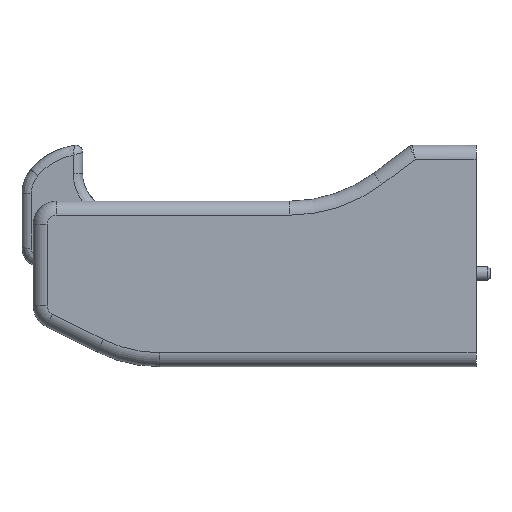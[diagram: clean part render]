
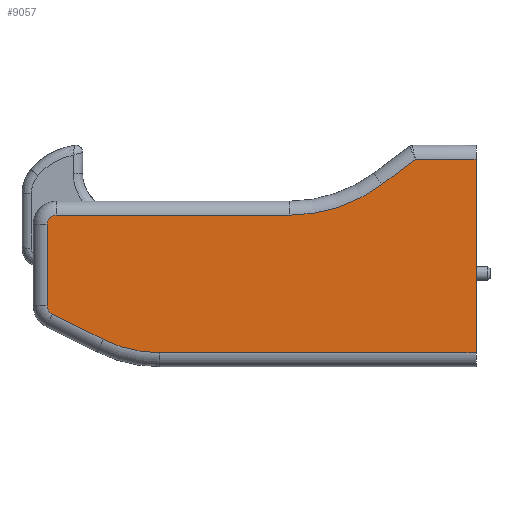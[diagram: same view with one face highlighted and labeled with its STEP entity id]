
A CAD part, left-side view. The second image highlights one B-rep face of the part: STEP entity #9057.
In plain terms, the highlighted planar face has unit normal (-1, 0, 0).
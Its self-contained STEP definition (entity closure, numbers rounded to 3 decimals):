
#121 = PLANE ( 'NONE',  #2010 ) ;
#133 = CARTESIAN_POINT ( 'NONE',  ( -27.5, 90.894, -36.199 ) ) ;
#134 = EDGE_CURVE ( 'NONE', #9757, #12092, #7670, .T. ) ;
#189 = VERTEX_POINT ( 'NONE', #133 ) ;
#558 = CARTESIAN_POINT ( 'NONE',  ( -27.5, 67.918, -44.5 ) ) ;
#638 = CARTESIAN_POINT ( 'NONE',  ( -27.5, 13., -3. ) ) ;
#696 = ORIENTED_EDGE ( 'NONE', *, *, #11213, .T. ) ;
#814 = VECTOR ( 'NONE', #5750, 1000. ) ;
#1283 = LINE ( 'NONE', #12570, #3077 ) ;
#1571 = CARTESIAN_POINT ( 'NONE',  ( -27.5, 90., -15. ) ) ;
#2010 = AXIS2_PLACEMENT_3D ( 'NONE', #11453, #10184, #8899 ) ;
#3077 = VECTOR ( 'NONE', #11306, 1000. ) ;
#3159 = DIRECTION ( 'NONE',  ( 0., 0.8, -0.6 ) ) ;
#3176 = CIRCLE ( 'NONE', #11924, 33. ) ;
#3189 = ORIENTED_EDGE ( 'NONE', *, *, #134, .T. ) ;
#3526 = VERTEX_POINT ( 'NONE', #5712 ) ;
#4123 = VERTEX_POINT ( 'NONE', #6546 ) ;
#4171 = CARTESIAN_POINT ( 'NONE',  ( -27.5, 92., -34.41 ) ) ;
#4233 = CARTESIAN_POINT ( 'NONE',  ( -27.5, 40., -15. ) ) ;
#4315 = VERTEX_POINT ( 'NONE', #4171 ) ;
#4317 = FACE_OUTER_BOUND ( 'NONE', #9976, .T. ) ;
#4462 = CARTESIAN_POINT ( 'NONE',  ( -27.5, 86.84, -58.38 ) ) ;
#4491 = EDGE_CURVE ( 'NONE', #189, #9757, #9203, .T. ) ;
#4536 = AXIS2_PLACEMENT_3D ( 'NONE', #12131, #10818, #9563 ) ;
#4601 = DIRECTION ( 'NONE',  ( 0., 1., 0. ) ) ;
#4785 = VERTEX_POINT ( 'NONE', #1571 ) ;
#4920 = DIRECTION ( 'NONE',  ( 0., 0., -1. ) ) ;
#4929 = ORIENTED_EDGE ( 'NONE', *, *, #4491, .T. ) ;
#5043 = CARTESIAN_POINT ( 'NONE',  ( -27.5, 92., -17. ) ) ;
#5153 = EDGE_CURVE ( 'NONE', #11585, #4785, #7210, .T. ) ;
#5581 = VERTEX_POINT ( 'NONE', #638 ) ;
#5605 = DIRECTION ( 'NONE',  ( 0., 0., -1. ) ) ;
#5670 = CARTESIAN_POINT ( 'NONE',  ( -27.5, 0., -3. ) ) ;
#5712 = CARTESIAN_POINT ( 'NONE',  ( -27.5, 0., -44.5 ) ) ;
#5750 = DIRECTION ( 'NONE',  ( 0., -1., 0. ) ) ;
#5875 = CARTESIAN_POINT ( 'NONE',  ( -27.5, 95., -15. ) ) ;
#6223 = LINE ( 'NONE', #12337, #12243 ) ;
#6259 = DIRECTION ( 'NONE',  ( -1., 0., 0. ) ) ;
#6363 = ORIENTED_EDGE ( 'NONE', *, *, #5153, .T. ) ;
#6493 = EDGE_CURVE ( 'NONE', #11217, #5581, #6223, .T. ) ;
#6546 = CARTESIAN_POINT ( 'NONE',  ( -27.5, 20.2, -8.4 ) ) ;
#6603 = DIRECTION ( 'NONE',  ( 0., -0.894, -0.447 ) ) ;
#6786 = DIRECTION ( 'NONE',  ( 0., 0., -1. ) ) ;
#6885 = DIRECTION ( 'NONE',  ( 1., 0., 0. ) ) ;
#6991 = ORIENTED_EDGE ( 'NONE', *, *, #10722, .T. ) ;
#7057 = LINE ( 'NONE', #4462, #10341 ) ;
#7066 = CARTESIAN_POINT ( 'NONE',  ( -27.5, 95., -44.5 ) ) ;
#7155 = CIRCLE ( 'NONE', #11835, 2. ) ;
#7201 = ORIENTED_EDGE ( 'NONE', *, *, #11099, .T. ) ;
#7210 = LINE ( 'NONE', #5875, #8236 ) ;
#7547 = CARTESIAN_POINT ( 'NONE',  ( -27.5, 67.918, -17.5 ) ) ;
#7558 = VERTEX_POINT ( 'NONE', #5043 ) ;
#7628 = ORIENTED_EDGE ( 'NONE', *, *, #9287, .T. ) ;
#7670 = CIRCLE ( 'NONE', #11447, 27. ) ;
#7897 = CARTESIAN_POINT ( 'NONE',  ( -27.5, 89.658, -36.817 ) ) ;
#8089 = ORIENTED_EDGE ( 'NONE', *, *, #10933, .T. ) ;
#8125 = DIRECTION ( 'NONE',  ( -1., 0., 0. ) ) ;
#8225 = CARTESIAN_POINT ( 'NONE',  ( -27.5, 40., 18. ) ) ;
#8236 = VECTOR ( 'NONE', #4601, 1000. ) ;
#8381 = LINE ( 'NONE', #7066, #814 ) ;
#8748 = CARTESIAN_POINT ( 'NONE',  ( -27.5, 79.993, -41.65 ) ) ;
#8899 = DIRECTION ( 'NONE',  ( 0., 0., -1. ) ) ;
#9007 = ORIENTED_EDGE ( 'NONE', *, *, #11852, .T. ) ;
#9057 = ADVANCED_FACE ( 'NONE', ( #4317 ), #121, .F. ) ;
#9148 = VECTOR ( 'NONE', #9785, 1000. ) ;
#9203 = LINE ( 'NONE', #7897, #10673 ) ;
#9287 = EDGE_CURVE ( 'NONE', #3526, #11217, #1283, .T. ) ;
#9400 = CARTESIAN_POINT ( 'NONE',  ( -27.5, 90., -34.41 ) ) ;
#9563 = DIRECTION ( 'NONE',  ( 0., 0., -1. ) ) ;
#9757 = VERTEX_POINT ( 'NONE', #8748 ) ;
#9785 = DIRECTION ( 'NONE',  ( 0., 0., -1. ) ) ;
#9976 = EDGE_LOOP ( 'NONE', ( #7628, #11789, #6991, #7201, #6363, #696, #10087, #9007, #4929, #3189, #8089 ) ) ;
#10087 = ORIENTED_EDGE ( 'NONE', *, *, #10813, .T. ) ;
#10184 = DIRECTION ( 'NONE',  ( 1., 0., 0. ) ) ;
#10341 = VECTOR ( 'NONE', #3159, 1000. ) ;
#10673 = VECTOR ( 'NONE', #6603, 1000. ) ;
#10722 = EDGE_CURVE ( 'NONE', #5581, #4123, #7057, .T. ) ;
#10813 = EDGE_CURVE ( 'NONE', #7558, #4315, #12363, .T. ) ;
#10818 = DIRECTION ( 'NONE',  ( -1., 0., 0. ) ) ;
#10933 = EDGE_CURVE ( 'NONE', #12092, #3526, #8381, .T. ) ;
#11063 = DIRECTION ( 'NONE',  ( 0., 1., 0. ) ) ;
#11087 = CARTESIAN_POINT ( 'NONE',  ( -27.5, 92., -34.41 ) ) ;
#11099 = EDGE_CURVE ( 'NONE', #4123, #11585, #3176, .T. ) ;
#11213 = EDGE_CURVE ( 'NONE', #4785, #7558, #11894, .T. ) ;
#11217 = VERTEX_POINT ( 'NONE', #5670 ) ;
#11306 = DIRECTION ( 'NONE',  ( 0., 0., 1. ) ) ;
#11447 = AXIS2_PLACEMENT_3D ( 'NONE', #7547, #6259, #4920 ) ;
#11453 = CARTESIAN_POINT ( 'NONE',  ( -27.5, 95., -47.5 ) ) ;
#11585 = VERTEX_POINT ( 'NONE', #4233 ) ;
#11789 = ORIENTED_EDGE ( 'NONE', *, *, #6493, .T. ) ;
#11835 = AXIS2_PLACEMENT_3D ( 'NONE', #9400, #8125, #6786 ) ;
#11852 = EDGE_CURVE ( 'NONE', #4315, #189, #7155, .T. ) ;
#11894 = CIRCLE ( 'NONE', #4536, 2. ) ;
#11924 = AXIS2_PLACEMENT_3D ( 'NONE', #8225, #6885, #5605 ) ;
#12092 = VERTEX_POINT ( 'NONE', #558 ) ;
#12131 = CARTESIAN_POINT ( 'NONE',  ( -27.5, 90., -17. ) ) ;
#12243 = VECTOR ( 'NONE', #11063, 1000. ) ;
#12337 = CARTESIAN_POINT ( 'NONE',  ( -27.5, 95., -3. ) ) ;
#12363 = LINE ( 'NONE', #11087, #9148 ) ;
#12570 = CARTESIAN_POINT ( 'NONE',  ( -27.5, 0., -47.5 ) ) ;
